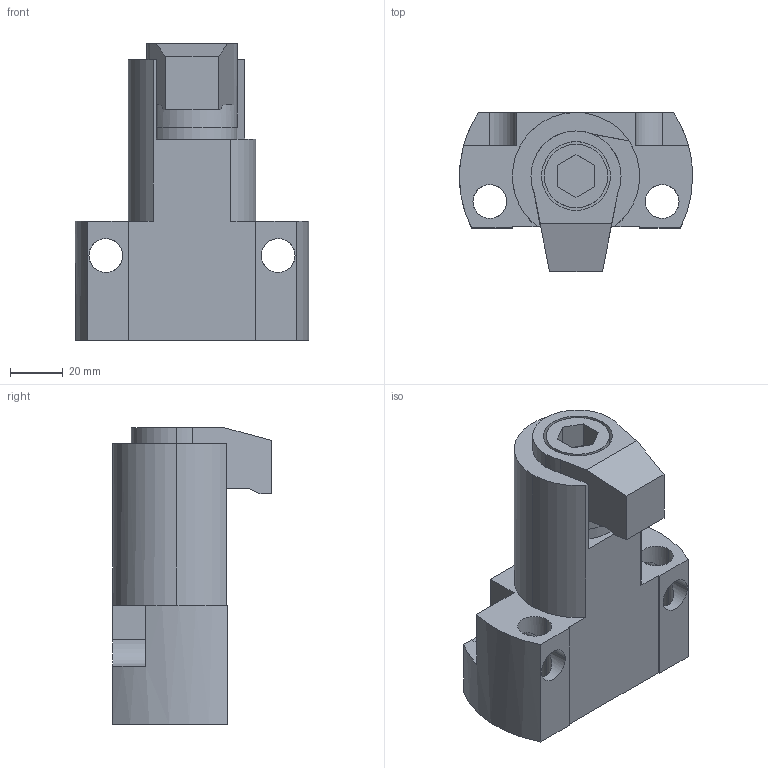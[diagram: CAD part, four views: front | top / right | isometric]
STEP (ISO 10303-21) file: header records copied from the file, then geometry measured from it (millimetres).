
FILE_DESCRIPTION (( 'STEP AP203' ), '1' );
FILE_NAME ('1016-16 ASSY REF ONLY.STEP', '2014-05-14T09:41:19', ( 'andy' ), ( 'Hewlett-Packard Company' ), 'SwSTEP 2.0', 'SolidWorks 2014', '' );
FILE_SCHEMA (( 'CONFIG_CONTROL_DESIGN' ));
Length unit declared in the file: millimetre
Products named in the file (1): 1016-16 ASSY REF ONLY
Bounding box: 87.99 x 60 x 112 mm (x, y, z)
Volume: 233884.5 mm3; surface area: 62564.1 mm2
Topology: 3 solids, 3 shells, 86 faces, 214 edges, 135 vertices
Faces by surface type: cylinder 42, plane 41, cone 3
Entity records: 2661 total; most frequent: CARTESIAN_POINT 466, DIRECTION 458, ORIENTED_EDGE 428, EDGE_CURVE 214, AXIS2_PLACEMENT_3D 167, VERTEX_POINT 135, VECTOR 124, LINE 124
